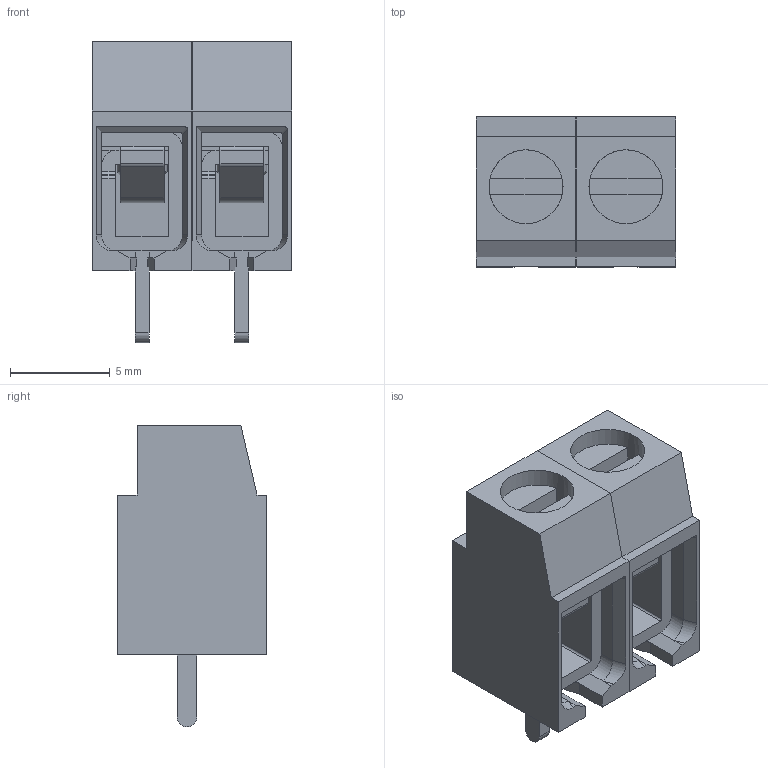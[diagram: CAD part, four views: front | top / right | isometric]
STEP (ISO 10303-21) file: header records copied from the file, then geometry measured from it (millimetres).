
FILE_DESCRIPTION(/* description */ ('Unknown'),/* implementation_level */ '2;1');
FILE_NAME(/* name */ '691137710002',/* time_stamp */ '2020-09-03T14:25:24+02:00',/* author */ ('Unknown'),/* organization */ ('Unknown'),/* preprocessor_version */ 'ST-DEVELOPER v16.7',/* originating_system */ 'DEX',/* authorisation */ $);
FILE_SCHEMA (('AUTOMOTIVE_DESIGN {1 0 10303 214 3 1 1}'));
Length unit declared in the file: millimetre
Products named in the file (3): 6911377100xx; 6911377100xx_DX; 6911377100xx_SX
Assembly tree (2 placements, depth 2):
  6911377100xx
    6911377100xx_DX
    6911377100xx_SX
Bounding box: 10 x 7.5 x 15.1 mm (x, y, z)
Volume: 611.7 mm3; surface area: 1060.5 mm2
Topology: 2 solids, 2 shells, 198 faces, 550 edges, 360 vertices
Faces by surface type: plane 150, cylinder 44, cone 4
Full cylindrical faces by diameter (mm): 3.7 x2
Entity records: 8152 total; most frequent: CARTESIAN_POINT 1589, ORIENTED_EDGE 1092, DIRECTION 1030, EDGE_CURVE 546, LINE 444, VECTOR 444, VERTEX_POINT 358, AXIS2_PLACEMENT_3D 293
